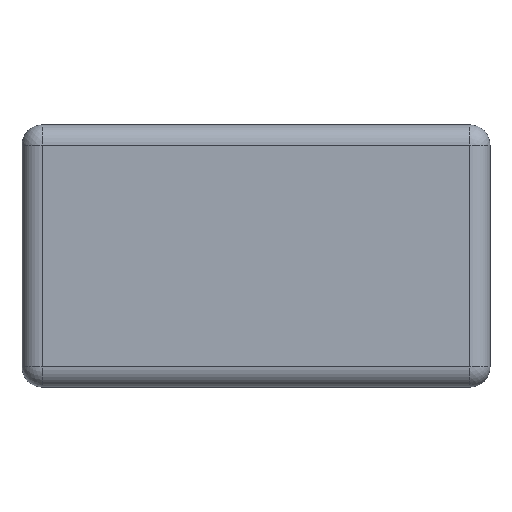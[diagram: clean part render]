
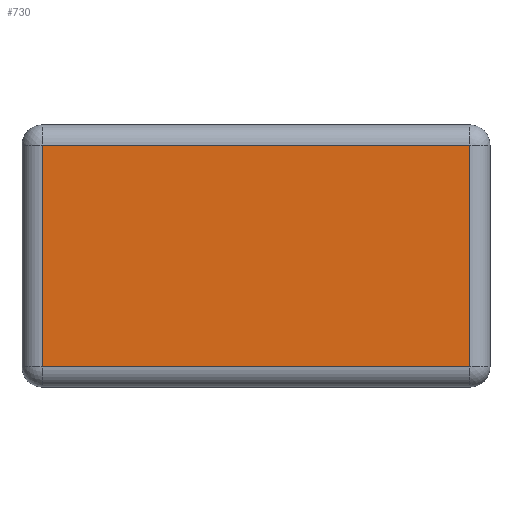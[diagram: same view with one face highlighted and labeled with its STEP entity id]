
A CAD part, front view. The second image highlights one B-rep face of the part: STEP entity #730.
In plain terms, the highlighted planar face has unit normal (0, -1, 0).
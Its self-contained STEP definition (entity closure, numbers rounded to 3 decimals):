
#185=DIRECTION('',(-1.,0.,0.));
#186=VECTOR('',#185,21.2);
#187=CARTESIAN_POINT('',(10.6,0.,5.5));
#188=LINE('',#187,#186);
#189=DIRECTION('',(0.,0.,1.));
#190=VECTOR('',#189,11.);
#191=CARTESIAN_POINT('',(10.6,0.,-5.5));
#192=LINE('',#191,#190);
#193=DIRECTION('',(1.,0.,0.));
#194=VECTOR('',#193,21.2);
#195=CARTESIAN_POINT('',(-10.6,0.,-5.5));
#196=LINE('',#195,#194);
#197=DIRECTION('',(0.,0.,-1.));
#198=VECTOR('',#197,11.);
#199=CARTESIAN_POINT('',(-10.6,0.,5.5));
#200=LINE('',#199,#198);
#613=CARTESIAN_POINT('',(10.6,0.,5.5));
#614=CARTESIAN_POINT('',(-10.6,0.,5.5));
#615=VERTEX_POINT('',#613);
#616=VERTEX_POINT('',#614);
#621=CARTESIAN_POINT('',(-10.6,0.,-5.5));
#622=VERTEX_POINT('',#621);
#629=CARTESIAN_POINT('',(10.6,0.,-5.5));
#630=VERTEX_POINT('',#629);
#715=CARTESIAN_POINT('',(0.,0.,0.));
#716=DIRECTION('',(0.,1.,0.));
#717=DIRECTION('',(1.,0.,0.));
#718=AXIS2_PLACEMENT_3D('',#715,#716,#717);
#719=PLANE('',#718);
#721=ORIENTED_EDGE('',*,*,#720,.F.);
#723=ORIENTED_EDGE('',*,*,#722,.F.);
#725=ORIENTED_EDGE('',*,*,#724,.F.);
#727=ORIENTED_EDGE('',*,*,#726,.F.);
#728=EDGE_LOOP('',(#721,#723,#725,#727));
#729=FACE_OUTER_BOUND('',#728,.F.);
#720=EDGE_CURVE('',#615,#616,#188,.T.);
#722=EDGE_CURVE('',#630,#615,#192,.T.);
#724=EDGE_CURVE('',#622,#630,#196,.T.);
#726=EDGE_CURVE('',#616,#622,#200,.T.);
#730=ADVANCED_FACE('',(#729),#719,.F.);
